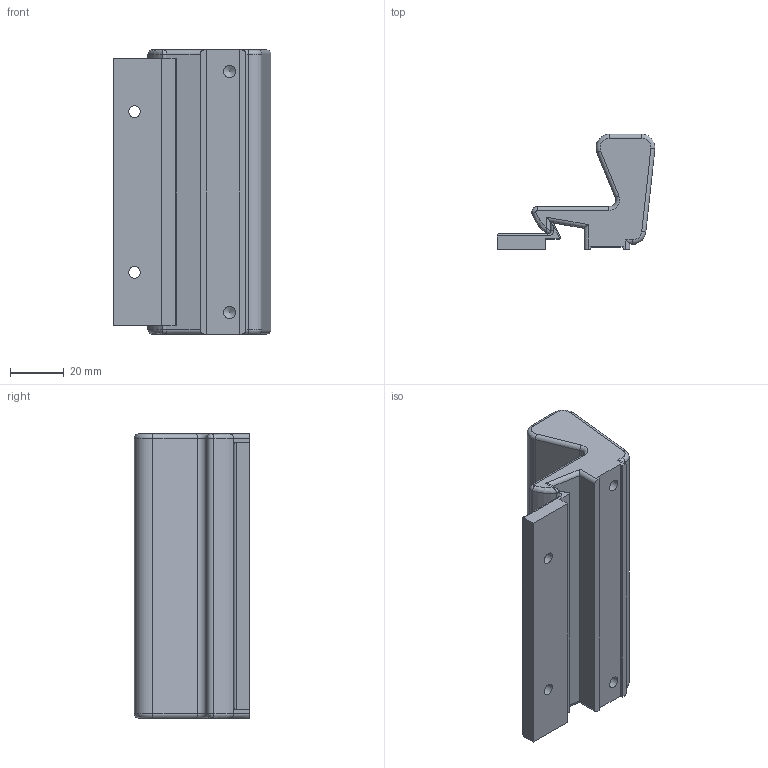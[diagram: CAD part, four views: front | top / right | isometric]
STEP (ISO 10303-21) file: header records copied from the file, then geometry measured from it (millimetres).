
FILE_DESCRIPTION(/* description */ ('STEP AP203'),/* implementation_level */ '2;1');
FILE_NAME(/* name */ 'HWS65.stp',/* time_stamp */ '2022-07-11T15:59:48+02:00',/* author */ ('stefan.nesic'),/* organization */ (''),/* preprocessor_version */ 'ST-DEVELOPER v18.1',/* originating_system */ 'Autodesk Inventor 2021',/* authorisation */ '');
FILE_SCHEMA (('AUTOMOTIVE_DESIGN { 1 0 10303 214 3 1 1 }'));
Length unit declared in the file: millimetre
Products named in the file (1): HWS65
Bounding box: 58.91 x 43 x 106 mm (x, y, z)
Volume: 112980.7 mm3; surface area: 27790.6 mm2
Topology: 2 solids, 2 shells, 86 faces, 202 edges, 118 vertices
Faces by surface type: cylinder 39, plane 25, torus 12, bspline 6, cone 4
Full cylindrical faces by diameter (mm): 4.3 x2, 4.5 x2
Entity records: 3051 total; most frequent: CARTESIAN_POINT 1033, DIRECTION 438, ORIENTED_EDGE 396, EDGE_CURVE 198, AXIS2_PLACEMENT_3D 166, VERTEX_POINT 118, LINE 106, VECTOR 106
